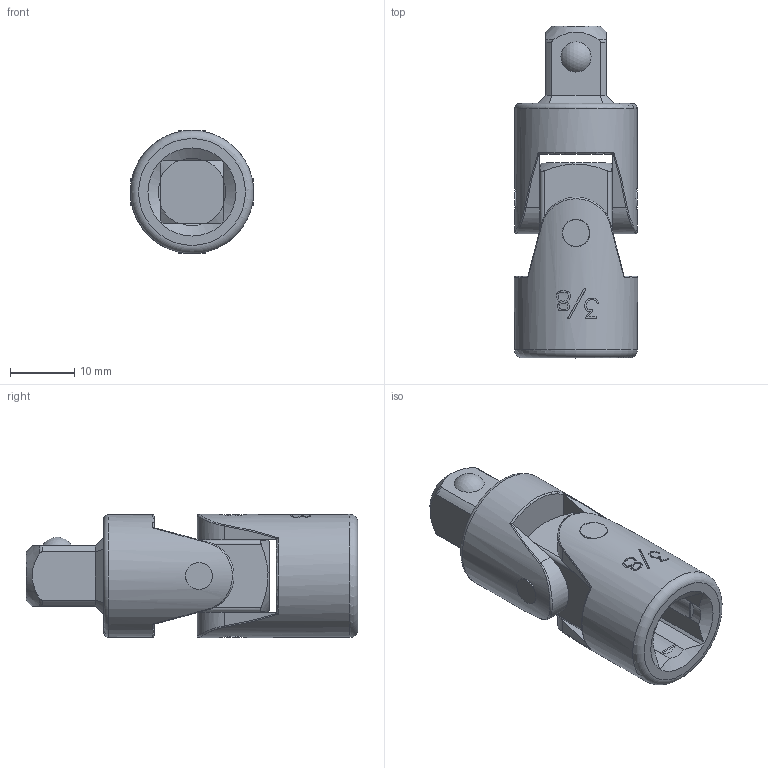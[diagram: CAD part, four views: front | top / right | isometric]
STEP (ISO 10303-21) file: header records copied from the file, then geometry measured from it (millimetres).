
FILE_DESCRIPTION (( 'STEP AP203' ), '1' );
FILE_NAME ('Craftsman Socket U-Joint_4435.step', '2013-08-30T18:02:28', ( 'OI' ), ( 'OI' ), 'SwSTEP 2.0', 'SolidWorks 2012', '' );
FILE_SCHEMA (( 'CONFIG_CONTROL_DESIGN' ));
Length unit declared in the file: inch
Products named in the file (4): Craftsman Socket U-Joint_4435; Craftsman Socket U-Joint Drive_4435-Drive; Craftsman Socket U-Joint Intermediate Body_4435; Craftsman Socket U-Joint Base_4435
Assembly tree (3 placements, depth 2):
  Craftsman Socket U-Joint_4435
    Craftsman Socket U-Joint Base_4435
    Craftsman Socket U-Joint Intermediate Body_4435
    Craftsman Socket U-Joint Drive_4435-Drive
Bounding box: 19.18 x 51.69 x 19.18 mm (x, y, z)
Volume: 9481.5 mm3; surface area: 5472.5 mm2
Topology: 3 solids, 3 shells, 240 faces, 648 edges, 425 vertices
Faces by surface type: bspline 110, plane 72, cylinder 39, torus 10, cone 8, sphere 1
Full cylindrical faces by diameter (mm): 4.191 x6, 4.318 x2, 19.05 x1, 19.177 x1
Entity records: 10925 total; most frequent: CARTESIAN_POINT 5759, ORIENTED_EDGE 1244, EDGE_CURVE 622, DIRECTION 532, B_SPLINE_CURVE_WITH_KNOTS 415, VERTEX_POINT 415, EDGE_LOOP 277, FACE_OUTER_BOUND 252
